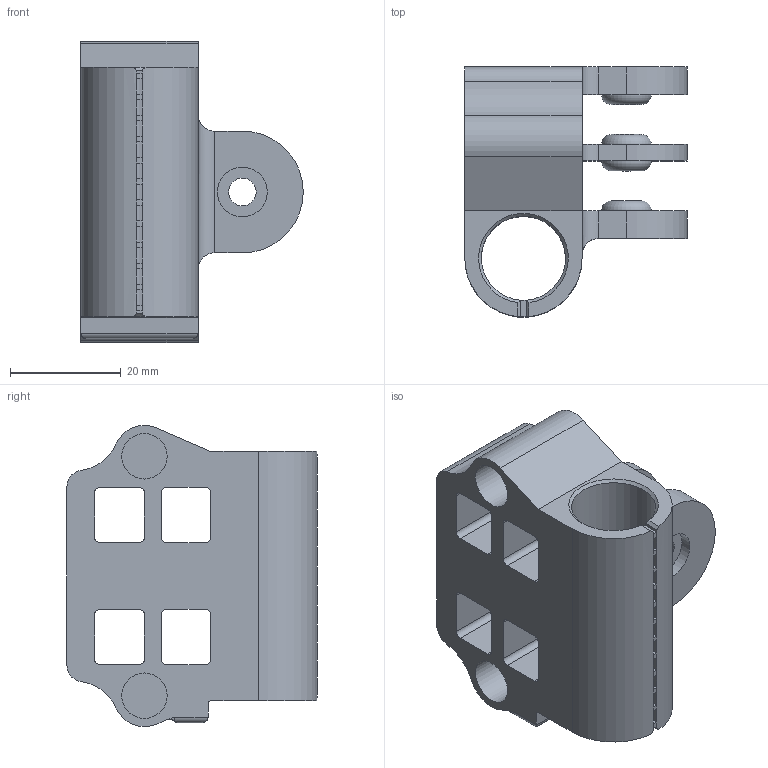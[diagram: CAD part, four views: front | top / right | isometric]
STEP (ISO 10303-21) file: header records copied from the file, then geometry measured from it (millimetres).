
FILE_DESCRIPTION(/* description */ (''),/* implementation_level */ '2;1');
FILE_NAME(/* name */ 'Y Carrrier.stp',/* time_stamp */ '2019-04-02T19:33:20+01:00',/* author */ ('Ax'),/* organization */ (''),/* preprocessor_version */ 'ST-DEVELOPER v17.2',/* originating_system */ 'Autodesk Inventor 2019',/* authorisation */ '');
FILE_SCHEMA (('AUTOMOTIVE_DESIGN { 1 0 10303 214 3 1 1 }'));
Length unit declared in the file: millimetre
Products named in the file (1): X Carrrier
Bounding box: 40.2 x 45.19 x 54.43 mm (x, y, z)
Volume: 29086 mm3; surface area: 15570.1 mm2
Topology: 1 solids, 1 shells, 170 faces, 477 edges, 288 vertices
Faces by surface type: plane 116, cylinder 46, torus 4, bspline 2, cone 2
Full cylindrical faces by diameter (mm): 5 x3, 8.2 x2, 9 x1
Entity records: 5512 total; most frequent: CARTESIAN_POINT 992, ORIENTED_EDGE 954, DIRECTION 929, EDGE_CURVE 477, LINE 347, VECTOR 347, AXIS2_PLACEMENT_3D 291, VERTEX_POINT 288
